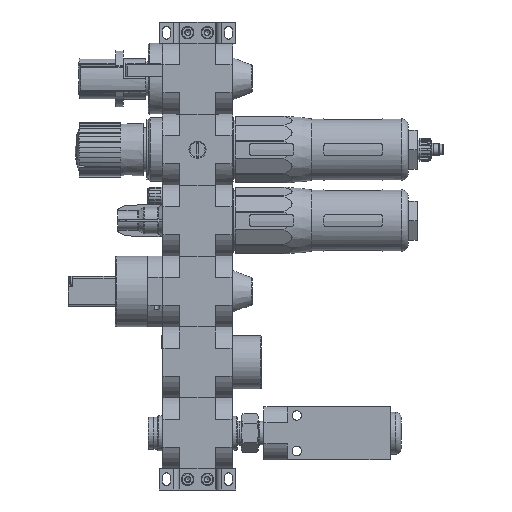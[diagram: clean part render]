
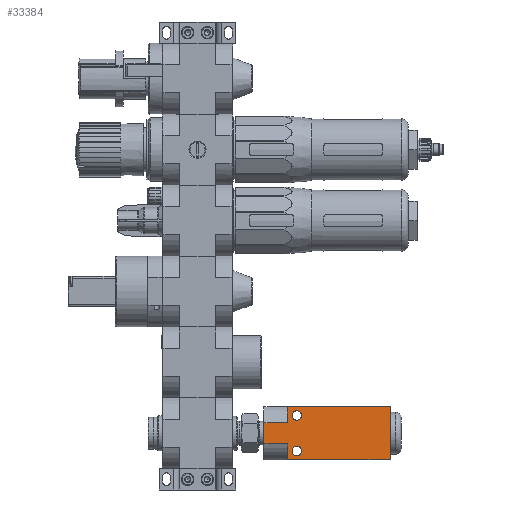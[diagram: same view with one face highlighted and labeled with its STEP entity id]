
A CAD part, left-side view. The second image highlights one B-rep face of the part: STEP entity #33384.
In plain terms, the highlighted planar face has unit normal (-1, 0, 0).
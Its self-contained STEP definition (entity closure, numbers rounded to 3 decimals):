
#3322=CIRCLE('',#48094,2.65);
#3323=CIRCLE('',#48095,2.65);
#11871=ORIENTED_EDGE('',*,*,#17114,.T.);
#11872=ORIENTED_EDGE('',*,*,#17115,.T.);
#11873=ORIENTED_EDGE('',*,*,#17116,.T.);
#11874=ORIENTED_EDGE('',*,*,#17117,.T.);
#11875=ORIENTED_EDGE('',*,*,#17118,.F.);
#11876=ORIENTED_EDGE('',*,*,#16855,.F.);
#11877=ORIENTED_EDGE('',*,*,#17119,.T.);
#11878=ORIENTED_EDGE('',*,*,#17120,.T.);
#11879=ORIENTED_EDGE('',*,*,#17121,.F.);
#11880=ORIENTED_EDGE('',*,*,#17112,.T.);
#16855=EDGE_CURVE('',#20276,#20270,#22595,.T.);
#17112=EDGE_CURVE('',#20487,#20486,#22821,.T.);
#17114=EDGE_CURVE('',#20488,#20488,#3322,.T.);
#17115=EDGE_CURVE('',#20489,#20489,#3323,.T.);
#17116=EDGE_CURVE('',#20486,#20490,#22823,.T.);
#17117=EDGE_CURVE('',#20490,#20491,#22824,.T.);
#17118=EDGE_CURVE('',#20270,#20491,#22825,.T.);
#17119=EDGE_CURVE('',#20276,#20492,#22826,.T.);
#17120=EDGE_CURVE('',#20492,#20493,#22827,.T.);
#17121=EDGE_CURVE('',#20487,#20493,#22828,.T.);
#20270=VERTEX_POINT('',#68950);
#20276=VERTEX_POINT('',#68962);
#20486=VERTEX_POINT('',#69496);
#20487=VERTEX_POINT('',#69498);
#20488=VERTEX_POINT('',#69502);
#20489=VERTEX_POINT('',#69504);
#20490=VERTEX_POINT('',#69506);
#20491=VERTEX_POINT('',#69508);
#20492=VERTEX_POINT('',#69511);
#20493=VERTEX_POINT('',#69513);
#22595=LINE('',#68963,#24954);
#22821=LINE('',#69497,#25180);
#22823=LINE('',#69505,#25182);
#22824=LINE('',#69507,#25183);
#22825=LINE('',#69509,#25184);
#22826=LINE('',#69510,#25185);
#22827=LINE('',#69512,#25186);
#22828=LINE('',#69514,#25187);
#24954=VECTOR('',#56998,1000.);
#25180=VECTOR('',#57388,1000.);
#25182=VECTOR('',#57396,1000.);
#25183=VECTOR('',#57397,1000.);
#25184=VECTOR('',#57398,1000.);
#25185=VECTOR('',#57399,1000.);
#25186=VECTOR('',#57400,1000.);
#25187=VECTOR('',#57401,1000.);
#27717=EDGE_LOOP('',(#11871));
#27718=EDGE_LOOP('',(#11872));
#27719=EDGE_LOOP('',(#11873,#11874,#11875,#11876,#11877,#11878,#11879,#11880));
#30285=FACE_BOUND('',#27717,.T.);
#30286=FACE_BOUND('',#27718,.T.);
#30287=FACE_BOUND('',#27719,.T.);
#31484=PLANE('',#48093);
#33384=ADVANCED_FACE('',(#30285,#30286,#30287),#31484,.F.);
#48093=AXIS2_PLACEMENT_3D('',#69500,#57390,#57391);
#48094=AXIS2_PLACEMENT_3D('',#69501,#57392,#57393);
#48095=AXIS2_PLACEMENT_3D('',#69503,#57394,#57395);
#56998=DIRECTION('',(0.,0.,-1.));
#57388=DIRECTION('',(0.,0.,-1.));
#57390=DIRECTION('',(1.,0.,0.));
#57391=DIRECTION('',(0.,0.,-1.));
#57392=DIRECTION('',(1.,0.,0.));
#57393=DIRECTION('',(0.,0.,-1.));
#57394=DIRECTION('',(1.,0.,0.));
#57395=DIRECTION('',(0.,0.,-1.));
#57396=DIRECTION('',(0.,-1.,0.));
#57397=DIRECTION('',(0.,0.,1.));
#57398=DIRECTION('',(0.,1.,0.));
#57399=DIRECTION('',(0.,1.,0.));
#57400=DIRECTION('',(0.,0.,1.));
#57401=DIRECTION('',(0.,-1.,0.));
#68950=CARTESIAN_POINT('',(0.,0.,-6.));
#68962=CARTESIAN_POINT('',(0.,0.,6.));
#68963=CARTESIAN_POINT('',(0.,0.,15.));
#69496=CARTESIAN_POINT('',(0.,71.2,-15.));
#69497=CARTESIAN_POINT('',(0.,71.2,15.));
#69498=CARTESIAN_POINT('',(0.,71.2,15.));
#69500=CARTESIAN_POINT('',(0.,71.2,15.));
#69501=CARTESIAN_POINT('',(0.,18.5,-10.));
#69502=CARTESIAN_POINT('',(0.,18.5,-12.65));
#69503=CARTESIAN_POINT('',(0.,18.5,10.));
#69504=CARTESIAN_POINT('',(0.,18.5,7.35));
#69505=CARTESIAN_POINT('',(0.,71.2,-15.));
#69506=CARTESIAN_POINT('',(0.,13.1,-15.));
#69507=CARTESIAN_POINT('',(0.,13.1,15.));
#69508=CARTESIAN_POINT('',(0.,13.1,-6.));
#69509=CARTESIAN_POINT('',(0.,-1.9,-6.));
#69510=CARTESIAN_POINT('',(0.,-1.9,6.));
#69511=CARTESIAN_POINT('',(0.,13.1,6.));
#69512=CARTESIAN_POINT('',(0.,13.1,15.));
#69513=CARTESIAN_POINT('',(0.,13.1,15.));
#69514=CARTESIAN_POINT('',(0.,71.2,15.));
